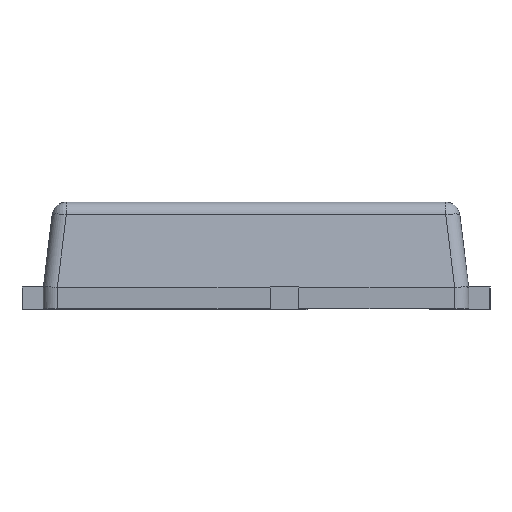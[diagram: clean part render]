
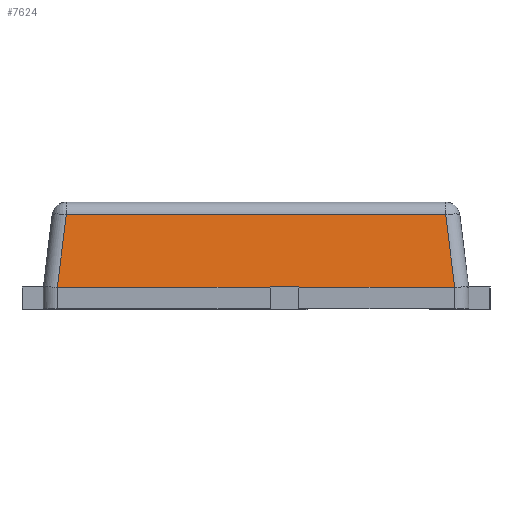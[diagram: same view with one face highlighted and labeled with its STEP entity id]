
A CAD part, left-side view. The second image highlights one B-rep face of the part: STEP entity #7624.
In plain terms, the highlighted planar face has unit normal (-0.993, 0, 0.122).
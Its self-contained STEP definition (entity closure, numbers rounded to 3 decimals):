
#70 =( BOUNDED_CURVE ( )  B_SPLINE_CURVE ( 3, ( #5158, #14434, #992, #3562 ),
 .UNSPECIFIED., .F., .T. ) 
 B_SPLINE_CURVE_WITH_KNOTS ( ( 4, 4 ),
 ( 3.142, 3.149 ),
 .UNSPECIFIED. ) 
 CURVE ( )  GEOMETRIC_REPRESENTATION_ITEM ( )  RATIONAL_B_SPLINE_CURVE ( ( 1., 1., 1., 1. ) ) 
 REPRESENTATION_ITEM ( '' )  );
#227 = LINE ( 'NONE', #2968, #15864 ) ;
#234 = EDGE_CURVE ( 'NONE', #4333, #4619, #14359, .T. ) ;
#251 = ORIENTED_EDGE ( 'NONE', *, *, #9037, .T. ) ;
#318 = VERTEX_POINT ( 'NONE', #13578 ) ;
#646 = CARTESIAN_POINT ( 'NONE',  ( -1.5, 1.5, 0. ) ) ;
#765 = CARTESIAN_POINT ( 'NONE',  ( -1.437, -1.338, 0.512 ) ) ;
#992 = CARTESIAN_POINT ( 'NONE',  ( -1.5, -1.4, 0. ) ) ;
#1072 = EDGE_CURVE ( 'NONE', #318, #7269, #70, .T. ) ;
#1084 = DIRECTION ( 'NONE',  ( 0., -1., 0. ) ) ;
#1211 = LINE ( 'NONE', #7241, #8329 ) ;
#1954 = DIRECTION ( 'NONE',  ( 0., 1., 0. ) ) ;
#2547 = CARTESIAN_POINT ( 'NONE',  ( -1.5, 1.4, 0. ) ) ;
#2783 = CARTESIAN_POINT ( 'NONE',  ( -1.5, -0.3, 0.002 ) ) ;
#2968 = CARTESIAN_POINT ( 'NONE',  ( -1.5, -0.3, 0. ) ) ;
#3165 = CARTESIAN_POINT ( 'NONE',  ( -1.5, -0.1, 0.002 ) ) ;
#3215 = CARTESIAN_POINT ( 'NONE',  ( -1.5, -1.401, 0. ) ) ;
#3562 = CARTESIAN_POINT ( 'NONE',  ( -1.5, -1.401, 0. ) ) ;
#3612 = EDGE_CURVE ( 'NONE', #14715, #10215, #9484, .T. ) ;
#3870 = LINE ( 'NONE', #646, #16743 ) ;
#4018 = CARTESIAN_POINT ( 'NONE',  ( -1.5, 1.401, 0. ) ) ;
#4236 = CARTESIAN_POINT ( 'NONE',  ( -1.5, 1.5, 0. ) ) ;
#4311 = ORIENTED_EDGE ( 'NONE', *, *, #3612, .T. ) ;
#4329 = ORIENTED_EDGE ( 'NONE', *, *, #16885, .T. ) ;
#4333 = VERTEX_POINT ( 'NONE', #9299 ) ;
#4369 = CARTESIAN_POINT ( 'NONE',  ( -1.5, 1.4, 0. ) ) ;
#4619 = VERTEX_POINT ( 'NONE', #3165 ) ;
#5158 = CARTESIAN_POINT ( 'NONE',  ( -1.5, -1.4, 0. ) ) ;
#5722 = ORIENTED_EDGE ( 'NONE', *, *, #1072, .T. ) ;
#5747 = DIRECTION ( 'NONE',  ( 0., -1., 0. ) ) ;
#6630 = EDGE_CURVE ( 'NONE', #4619, #11931, #1211, .T. ) ;
#6662 = CARTESIAN_POINT ( 'NONE',  ( -1.5, 1.401, 0. ) ) ;
#6816 = FACE_OUTER_BOUND ( 'NONE', #17086, .T. ) ;
#7238 = EDGE_CURVE ( 'NONE', #7914, #14715, #17634, .T. ) ;
#7241 = CARTESIAN_POINT ( 'NONE',  ( -1.5, 1.5, 0.002 ) ) ;
#7269 = VERTEX_POINT ( 'NONE', #3215 ) ;
#7624 = ADVANCED_FACE ( 'NONE', ( #6816 ), #18681, .T. ) ;
#7914 = VERTEX_POINT ( 'NONE', #11364 ) ;
#8079 = CARTESIAN_POINT ( 'NONE',  ( -1.5, -0.3, 0. ) ) ;
#8129 = VECTOR ( 'NONE', #1084, 1000. ) ;
#8161 = VECTOR ( 'NONE', #17297, 1000. ) ;
#8296 = LINE ( 'NONE', #16313, #8161 ) ;
#8329 = VECTOR ( 'NONE', #5747, 1000. ) ;
#8399 = EDGE_CURVE ( 'NONE', #15970, #7914, #9421, .T. ) ;
#8691 = DIRECTION ( 'NONE',  ( 0.122, 0., 0.993 ) ) ;
#8906 = VECTOR ( 'NONE', #8691, 1000. ) ;
#9037 = EDGE_CURVE ( 'NONE', #10215, #4333, #3870, .T. ) ;
#9179 = VECTOR ( 'NONE', #1954, 1000. ) ;
#9299 = CARTESIAN_POINT ( 'NONE',  ( -1.5, -0.1, 0. ) ) ;
#9421 = LINE ( 'NONE', #15407, #9179 ) ;
#9484 =( BOUNDED_CURVE ( )  B_SPLINE_CURVE ( 3, ( #4018, #14508, #15827, #2547 ),
 .UNSPECIFIED., .F., .F. ) 
 B_SPLINE_CURVE_WITH_KNOTS ( ( 4, 4 ),
 ( 3.134, 3.142 ),
 .UNSPECIFIED. ) 
 CURVE ( )  GEOMETRIC_REPRESENTATION_ITEM ( )  RATIONAL_B_SPLINE_CURVE ( ( 1., 1., 1., 1. ) ) 
 REPRESENTATION_ITEM ( '' )  );
#9938 = CARTESIAN_POINT ( 'NONE',  ( -1.5, -0.1, 0. ) ) ;
#10144 = CARTESIAN_POINT ( 'NONE',  ( -1.5, 1.5, 0. ) ) ;
#10146 = AXIS2_PLACEMENT_3D ( 'NONE', #10144, #13062, #12971 ) ;
#10215 = VERTEX_POINT ( 'NONE', #4369 ) ;
#10323 = ORIENTED_EDGE ( 'NONE', *, *, #234, .T. ) ;
#10664 = ORIENTED_EDGE ( 'NONE', *, *, #11960, .T. ) ;
#11364 = CARTESIAN_POINT ( 'NONE',  ( -1.437, 1.338, 0.512 ) ) ;
#11395 = LINE ( 'NONE', #4236, #8129 ) ;
#11931 = VERTEX_POINT ( 'NONE', #2783 ) ;
#11960 = EDGE_CURVE ( 'NONE', #11931, #13685, #227, .T. ) ;
#12110 = EDGE_CURVE ( 'NONE', #7269, #15970, #8296, .T. ) ;
#12971 = DIRECTION ( 'NONE',  ( 0.122, 0., 0.993 ) ) ;
#13062 = DIRECTION ( 'NONE',  ( -0.993, 0., 0.122 ) ) ;
#13138 = ORIENTED_EDGE ( 'NONE', *, *, #12110, .T. ) ;
#13408 = DIRECTION ( 'NONE',  ( -0.121, 0.121, -0.985 ) ) ;
#13578 = CARTESIAN_POINT ( 'NONE',  ( -1.5, -1.4, 0. ) ) ;
#13685 = VERTEX_POINT ( 'NONE', #8079 ) ;
#14359 = LINE ( 'NONE', #9938, #8906 ) ;
#14434 = CARTESIAN_POINT ( 'NONE',  ( -1.5, -1.4, 0. ) ) ;
#14508 = CARTESIAN_POINT ( 'NONE',  ( -1.5, 1.4, 0. ) ) ;
#14715 = VERTEX_POINT ( 'NONE', #6662 ) ;
#14787 = ORIENTED_EDGE ( 'NONE', *, *, #7238, .T. ) ;
#14876 = VECTOR ( 'NONE', #13408, 1000. ) ;
#14904 = DIRECTION ( 'NONE',  ( -0.122, 0., -0.993 ) ) ;
#15407 = CARTESIAN_POINT ( 'NONE',  ( -1.437, 1.426, 0.512 ) ) ;
#15827 = CARTESIAN_POINT ( 'NONE',  ( -1.5, 1.4, 0. ) ) ;
#15864 = VECTOR ( 'NONE', #14904, 1000. ) ;
#15970 = VERTEX_POINT ( 'NONE', #765 ) ;
#16313 = CARTESIAN_POINT ( 'NONE',  ( -1.458, -1.358, 0.346 ) ) ;
#16743 = VECTOR ( 'NONE', #18523, 1000. ) ;
#16885 = EDGE_CURVE ( 'NONE', #13685, #318, #11395, .T. ) ;
#17086 = EDGE_LOOP ( 'NONE', ( #14787, #4311, #251, #10323, #17577, #10664, #4329, #5722, #13138, #19128 ) ) ;
#17297 = DIRECTION ( 'NONE',  ( 0.121, 0.121, 0.985 ) ) ;
#17352 = CARTESIAN_POINT ( 'NONE',  ( -1.501, 1.402, -0.012 ) ) ;
#17577 = ORIENTED_EDGE ( 'NONE', *, *, #6630, .T. ) ;
#17634 = LINE ( 'NONE', #17352, #14876 ) ;
#18523 = DIRECTION ( 'NONE',  ( 0., -1., 0. ) ) ;
#18681 = PLANE ( 'NONE',  #10146 ) ;
#19128 = ORIENTED_EDGE ( 'NONE', *, *, #8399, .T. ) ;
